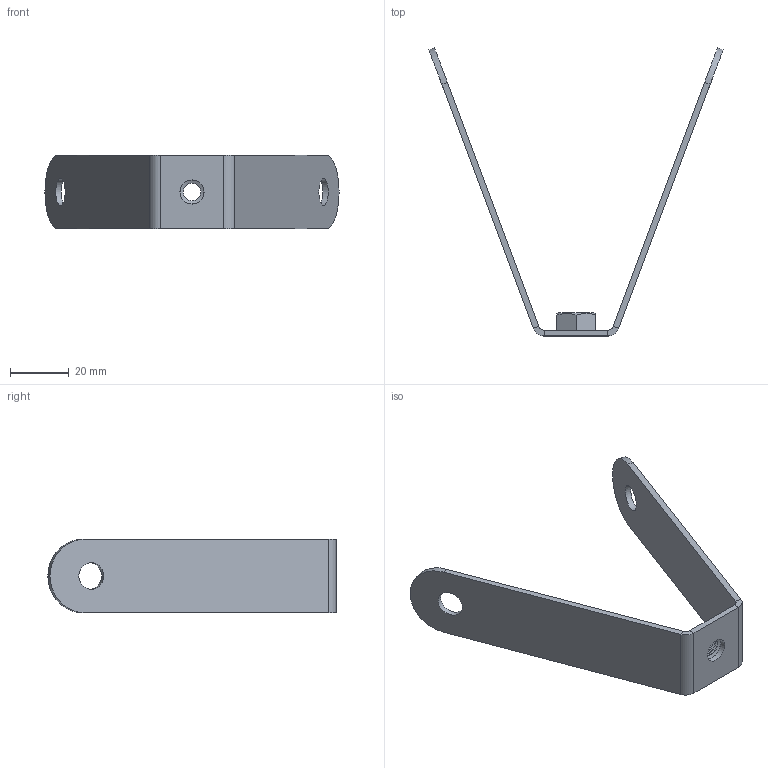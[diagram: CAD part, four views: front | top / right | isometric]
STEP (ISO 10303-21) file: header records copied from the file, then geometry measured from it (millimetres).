
FILE_DESCRIPTION (( 'STEP AP203' ), '1' );
FILE_NAME ('CLP1M-VP-8 Ïîäâåñ V-îáðàçíûé Ì8.STEP', '2016-03-03T07:36:39', ( '' ), ( '' ), 'SwSTEP 2.0', 'SolidWorks 2014', '' );
FILE_SCHEMA (( 'CONFIG_CONTROL_DESIGN' ));
Length unit declared in the file: millimetre
Products named in the file (1): CLP1M-VP-8 Ïîäâåñ V-îáðàçíûé Ì8
Bounding box: 100 x 98 x 25 mm (x, y, z)
Volume: 11570 mm3; surface area: 12632 mm2
Topology: 1 solids, 1 shells, 54 faces, 116 edges, 66 vertices
Faces by surface type: plane 24, cylinder 17, cone 13
Full cylindrical faces by diameter (mm): 6 x6, 8.2 x1, 9 x2
Entity records: 1459 total; most frequent: CARTESIAN_POINT 277, DIRECTION 240, ORIENTED_EDGE 188, AXIS2_PLACEMENT_3D 97, EDGE_CURVE 94, EDGE_LOOP 84, VERTEX_POINT 66, FACE_OUTER_BOUND 63
